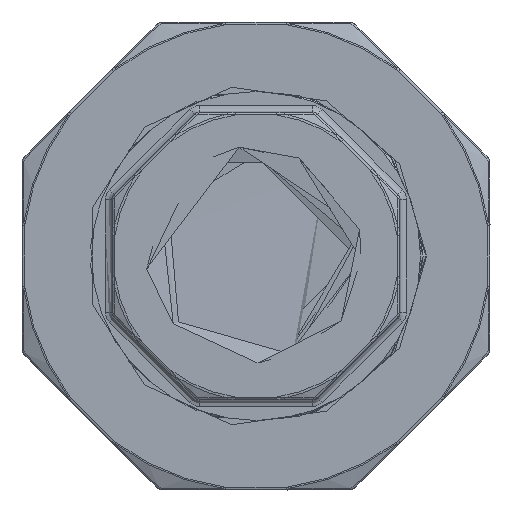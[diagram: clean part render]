
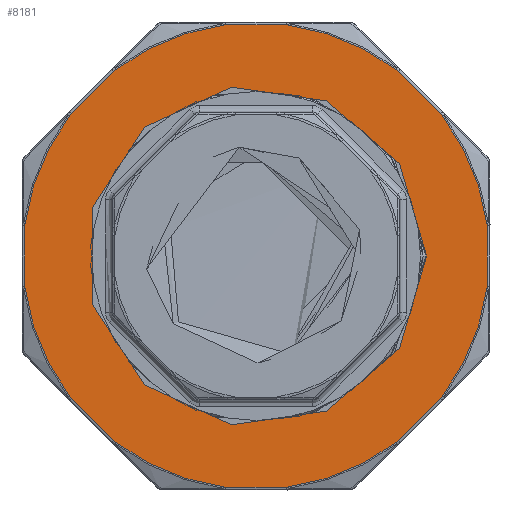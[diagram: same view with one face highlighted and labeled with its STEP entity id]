
A CAD part, front view. The second image highlights one B-rep face of the part: STEP entity #8181.
In plain terms, the highlighted planar face has unit normal (0, -1, 0).
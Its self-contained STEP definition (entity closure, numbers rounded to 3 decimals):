
#1098=FACE_BOUND('',#1695,.T.);
#1141=FACE_OUTER_BOUND('',#1694,.T.);
#1694=EDGE_LOOP('',(#5475,#5476,#5477,#5478,#5479,#5480,#5481,#5482,#5483,
#5484,#5485,#5486,#5487,#5488,#5489,#5490));
#1695=EDGE_LOOP('',(#5491));
#2290=LINE('',#11561,#2627);
#2291=LINE('',#11565,#2628);
#2292=LINE('',#11569,#2629);
#2293=LINE('',#11573,#2630);
#2294=LINE('',#11577,#2631);
#2295=LINE('',#11581,#2632);
#2296=LINE('',#11585,#2633);
#2297=LINE('',#11588,#2634);
#2627=VECTOR('',#9570,4.522);
#2628=VECTOR('',#9573,4.522);
#2629=VECTOR('',#9576,4.522);
#2630=VECTOR('',#9579,4.522);
#2631=VECTOR('',#9582,4.522);
#2632=VECTOR('',#9585,4.522);
#2633=VECTOR('',#9588,4.522);
#2634=VECTOR('',#9591,4.522);
#2964=CIRCLE('',#8739,17.447);
#2965=CIRCLE('',#8740,17.447);
#2966=CIRCLE('',#8741,17.447);
#2967=CIRCLE('',#8742,17.447);
#2968=CIRCLE('',#8743,17.447);
#2969=CIRCLE('',#8744,17.447);
#2970=CIRCLE('',#8745,17.447);
#2971=CIRCLE('',#8746,17.447);
#2972=CIRCLE('',#8747,12.75);
#3349=VERTEX_POINT('',#11557);
#3350=VERTEX_POINT('',#11558);
#3351=VERTEX_POINT('',#11560);
#3352=VERTEX_POINT('',#11562);
#3353=VERTEX_POINT('',#11564);
#3354=VERTEX_POINT('',#11566);
#3355=VERTEX_POINT('',#11568);
#3356=VERTEX_POINT('',#11570);
#3357=VERTEX_POINT('',#11572);
#3358=VERTEX_POINT('',#11574);
#3359=VERTEX_POINT('',#11576);
#3360=VERTEX_POINT('',#11578);
#3361=VERTEX_POINT('',#11580);
#3362=VERTEX_POINT('',#11582);
#3363=VERTEX_POINT('',#11584);
#3364=VERTEX_POINT('',#11586);
#3365=VERTEX_POINT('',#11589);
#4157=EDGE_CURVE('',#3349,#3350,#2964,.T.);
#4158=EDGE_CURVE('',#3351,#3350,#2290,.T.);
#4159=EDGE_CURVE('',#3351,#3352,#2965,.T.);
#4160=EDGE_CURVE('',#3353,#3352,#2291,.T.);
#4161=EDGE_CURVE('',#3353,#3354,#2966,.T.);
#4162=EDGE_CURVE('',#3355,#3354,#2292,.T.);
#4163=EDGE_CURVE('',#3355,#3356,#2967,.T.);
#4164=EDGE_CURVE('',#3357,#3356,#2293,.T.);
#4165=EDGE_CURVE('',#3357,#3358,#2968,.T.);
#4166=EDGE_CURVE('',#3359,#3358,#2294,.T.);
#4167=EDGE_CURVE('',#3359,#3360,#2969,.T.);
#4168=EDGE_CURVE('',#3361,#3360,#2295,.T.);
#4169=EDGE_CURVE('',#3361,#3362,#2970,.T.);
#4170=EDGE_CURVE('',#3363,#3362,#2296,.T.);
#4171=EDGE_CURVE('',#3363,#3364,#2971,.T.);
#4172=EDGE_CURVE('',#3349,#3364,#2297,.T.);
#4173=EDGE_CURVE('',#3365,#3365,#2972,.T.);
#5475=ORIENTED_EDGE('',*,*,#4157,.T.);
#5476=ORIENTED_EDGE('',*,*,#4158,.F.);
#5477=ORIENTED_EDGE('',*,*,#4159,.T.);
#5478=ORIENTED_EDGE('',*,*,#4160,.F.);
#5479=ORIENTED_EDGE('',*,*,#4161,.T.);
#5480=ORIENTED_EDGE('',*,*,#4162,.F.);
#5481=ORIENTED_EDGE('',*,*,#4163,.T.);
#5482=ORIENTED_EDGE('',*,*,#4164,.F.);
#5483=ORIENTED_EDGE('',*,*,#4165,.T.);
#5484=ORIENTED_EDGE('',*,*,#4166,.F.);
#5485=ORIENTED_EDGE('',*,*,#4167,.T.);
#5486=ORIENTED_EDGE('',*,*,#4168,.F.);
#5487=ORIENTED_EDGE('',*,*,#4169,.T.);
#5488=ORIENTED_EDGE('',*,*,#4170,.F.);
#5489=ORIENTED_EDGE('',*,*,#4171,.T.);
#5490=ORIENTED_EDGE('',*,*,#4172,.F.);
#5491=ORIENTED_EDGE('',*,*,#4173,.F.);
#8111=PLANE('',#8738);
#8181=ADVANCED_FACE('',(#1141,#1098),#8111,.F.);
#8738=AXIS2_PLACEMENT_3D('',#11556,#9566,#9567);
#8739=AXIS2_PLACEMENT_3D('',#11559,#9568,#9569);
#8740=AXIS2_PLACEMENT_3D('',#11563,#9571,#9572);
#8741=AXIS2_PLACEMENT_3D('',#11567,#9574,#9575);
#8742=AXIS2_PLACEMENT_3D('',#11571,#9577,#9578);
#8743=AXIS2_PLACEMENT_3D('',#11575,#9580,#9581);
#8744=AXIS2_PLACEMENT_3D('',#11579,#9583,#9584);
#8745=AXIS2_PLACEMENT_3D('',#11583,#9586,#9587);
#8746=AXIS2_PLACEMENT_3D('',#11587,#9589,#9590);
#8747=AXIS2_PLACEMENT_3D('',#11590,#9592,#9593);
#9566=DIRECTION('center_axis',(0.,1.,0.));
#9567=DIRECTION('ref_axis',(0.,0.,1.));
#9568=DIRECTION('center_axis',(0.,-1.,0.));
#9569=DIRECTION('ref_axis',(-0.793,0.,0.61));
#9570=DIRECTION('',(0.,0.,1.));
#9571=DIRECTION('center_axis',(0.,-1.,0.));
#9572=DIRECTION('ref_axis',(-0.992,0.,-0.13));
#9573=DIRECTION('',(-0.707,0.,0.707));
#9574=DIRECTION('center_axis',(0.,-1.,0.));
#9575=DIRECTION('ref_axis',(-0.61,0.,-0.793));
#9576=DIRECTION('',(-1.,0.,0.));
#9577=DIRECTION('center_axis',(0.,-1.,0.));
#9578=DIRECTION('ref_axis',(0.13,0.,-0.992));
#9579=DIRECTION('',(-0.707,0.,-0.707));
#9580=DIRECTION('center_axis',(0.,-1.,0.));
#9581=DIRECTION('ref_axis',(0.793,0.,-0.61));
#9582=DIRECTION('',(0.,0.,-1.));
#9583=DIRECTION('center_axis',(0.,-1.,0.));
#9584=DIRECTION('ref_axis',(0.992,0.,0.13));
#9585=DIRECTION('',(0.707,0.,-0.707));
#9586=DIRECTION('center_axis',(0.,-1.,0.));
#9587=DIRECTION('ref_axis',(0.61,0.,0.793));
#9588=DIRECTION('',(1.,0.,0.));
#9589=DIRECTION('center_axis',(0.,-1.,0.));
#9590=DIRECTION('ref_axis',(-0.13,0.,0.992));
#9591=DIRECTION('',(0.707,0.,0.707));
#9592=DIRECTION('center_axis',(0.,-1.,0.));
#9593=DIRECTION('ref_axis',(1.,0.,0.));
#11556=CARTESIAN_POINT('Origin',(0.,-7.5,0.));
#11557=CARTESIAN_POINT('',(-13.832,-7.5,10.634));
#11558=CARTESIAN_POINT('',(-17.3,-7.5,2.261));
#11559=CARTESIAN_POINT('Origin',(0.,-7.5,0.));
#11560=CARTESIAN_POINT('',(-17.3,-7.5,-2.261));
#11561=CARTESIAN_POINT('',(-17.3,-7.5,-2.261));
#11562=CARTESIAN_POINT('',(-13.832,-7.5,-10.634));
#11563=CARTESIAN_POINT('Origin',(0.,-7.5,0.));
#11564=CARTESIAN_POINT('',(-10.634,-7.5,-13.832));
#11565=CARTESIAN_POINT('',(-10.634,-7.5,-13.832));
#11566=CARTESIAN_POINT('',(-2.261,-7.5,-17.3));
#11567=CARTESIAN_POINT('Origin',(0.,-7.5,0.));
#11568=CARTESIAN_POINT('',(2.261,-7.5,-17.3));
#11569=CARTESIAN_POINT('',(2.261,-7.5,-17.3));
#11570=CARTESIAN_POINT('',(10.634,-7.5,-13.832));
#11571=CARTESIAN_POINT('Origin',(0.,-7.5,0.));
#11572=CARTESIAN_POINT('',(13.832,-7.5,-10.634));
#11573=CARTESIAN_POINT('',(13.832,-7.5,-10.634));
#11574=CARTESIAN_POINT('',(17.3,-7.5,-2.261));
#11575=CARTESIAN_POINT('Origin',(0.,-7.5,0.));
#11576=CARTESIAN_POINT('',(17.3,-7.5,2.261));
#11577=CARTESIAN_POINT('',(17.3,-7.5,2.261));
#11578=CARTESIAN_POINT('',(13.832,-7.5,10.634));
#11579=CARTESIAN_POINT('Origin',(0.,-7.5,0.));
#11580=CARTESIAN_POINT('',(10.634,-7.5,13.832));
#11581=CARTESIAN_POINT('',(10.634,-7.5,13.832));
#11582=CARTESIAN_POINT('',(2.261,-7.5,17.3));
#11583=CARTESIAN_POINT('Origin',(0.,-7.5,0.));
#11584=CARTESIAN_POINT('',(-2.261,-7.5,17.3));
#11585=CARTESIAN_POINT('',(-2.261,-7.5,17.3));
#11586=CARTESIAN_POINT('',(-10.634,-7.5,13.832));
#11587=CARTESIAN_POINT('Origin',(0.,-7.5,0.));
#11588=CARTESIAN_POINT('',(-13.832,-7.5,10.634));
#11589=CARTESIAN_POINT('',(12.75,-7.5,0.));
#11590=CARTESIAN_POINT('Origin',(0.,-7.5,0.));
